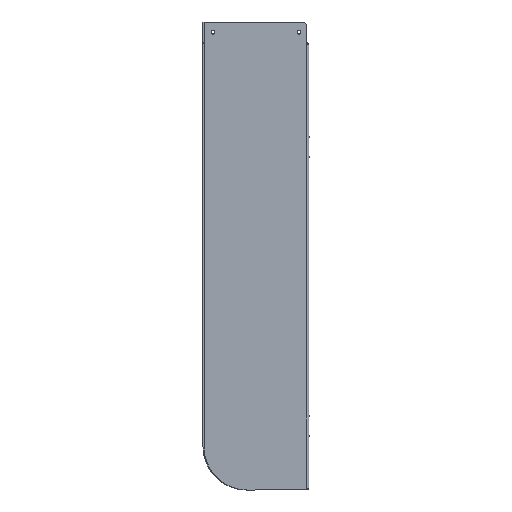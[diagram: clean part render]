
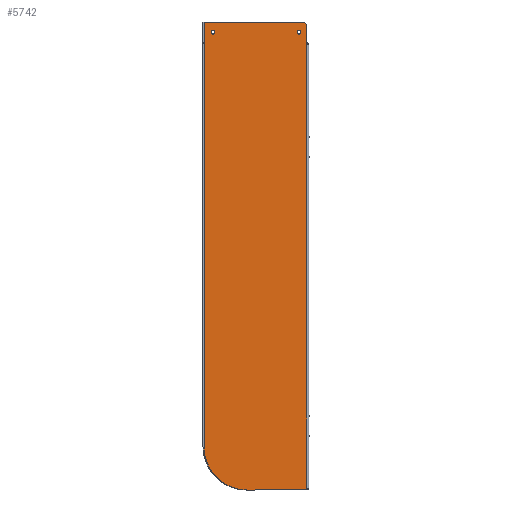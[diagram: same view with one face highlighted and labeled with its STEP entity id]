
A CAD part, left-side view. The second image highlights one B-rep face of the part: STEP entity #5742.
In plain terms, the highlighted planar face has unit normal (-1, 0, 0).
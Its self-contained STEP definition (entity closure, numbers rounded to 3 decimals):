
#14 = VERTEX_POINT ( 'NONE', #3658 ) ;
#450 = LINE ( 'NONE', #4489, #5889 ) ;
#475 = CIRCLE ( 'NONE', #2685, 2.1 ) ;
#520 = CARTESIAN_POINT ( 'NONE',  ( -84.875, 0., -2.2 ) ) ;
#598 = AXIS2_PLACEMENT_3D ( 'NONE', #1274, #3810, #740 ) ;
#622 = DIRECTION ( 'NONE',  ( 0., 1., 0. ) ) ;
#740 = DIRECTION ( 'NONE',  ( 0., 1., 0. ) ) ;
#820 = LINE ( 'NONE', #1472, #4512 ) ;
#874 = VERTEX_POINT ( 'NONE', #1424 ) ;
#902 = CIRCLE ( 'NONE', #5263, 2.1 ) ;
#916 = VERTEX_POINT ( 'NONE', #2054 ) ;
#985 = DIRECTION ( 'NONE',  ( 0., 1., 0. ) ) ;
#1073 = LINE ( 'NONE', #3710, #3877 ) ;
#1104 = EDGE_CURVE ( 'NONE', #5897, #1945, #4725, .T. ) ;
#1175 = DIRECTION ( 'NONE',  ( 0., 1., 0. ) ) ;
#1218 = EDGE_CURVE ( 'NONE', #5882, #5897, #4567, .T. ) ;
#1246 = CARTESIAN_POINT ( 'NONE',  ( -84.875, 9.4, -493.7 ) ) ;
#1254 = EDGE_CURVE ( 'NONE', #4149, #874, #475, .T. ) ;
#1274 = CARTESIAN_POINT ( 'NONE',  ( -84.875, 0., 0. ) ) ;
#1312 = LINE ( 'NONE', #3404, #2496 ) ;
#1424 = CARTESIAN_POINT ( 'NONE',  ( -84.875, 51.146, -14.2 ) ) ;
#1446 = EDGE_CURVE ( 'NONE', #3247, #5666, #5689, .T. ) ;
#1472 = CARTESIAN_POINT ( 'NONE',  ( -84.875, -59.6, -543.7 ) ) ;
#1474 = EDGE_LOOP ( 'NONE', ( #2006, #4530 ) ) ;
#1650 = CIRCLE ( 'NONE', #4356, 2.1 ) ;
#1731 = VERTEX_POINT ( 'NONE', #5164 ) ;
#1755 = DIRECTION ( 'NONE',  ( 1., 0., 0. ) ) ;
#1839 = CARTESIAN_POINT ( 'NONE',  ( -84.875, -59.6, -543.7 ) ) ;
#1945 = VERTEX_POINT ( 'NONE', #1839 ) ;
#2006 = ORIENTED_EDGE ( 'NONE', *, *, #4903, .T. ) ;
#2018 = LINE ( 'NONE', #3837, #3398 ) ;
#2054 = CARTESIAN_POINT ( 'NONE',  ( -84.875, -52.7, -14.2 ) ) ;
#2121 = DIRECTION ( 'NONE',  ( 1., 0., 0. ) ) ;
#2264 = DIRECTION ( 'NONE',  ( 0., 0., -1. ) ) ;
#2329 = CARTESIAN_POINT ( 'NONE',  ( -84.875, 9.4, -543.7 ) ) ;
#2335 = ORIENTED_EDGE ( 'NONE', *, *, #3894, .F. ) ;
#2461 = ORIENTED_EDGE ( 'NONE', *, *, #1446, .T. ) ;
#2472 = FACE_BOUND ( 'NONE', #1474, .T. ) ;
#2475 = CARTESIAN_POINT ( 'NONE',  ( -84.875, 49.046, -14.2 ) ) ;
#2495 = ORIENTED_EDGE ( 'NONE', *, *, #6566, .F. ) ;
#2496 = VECTOR ( 'NONE', #5464, 1000. ) ;
#2505 = CARTESIAN_POINT ( 'NONE',  ( -84.875, 0., -543.7 ) ) ;
#2551 = FACE_BOUND ( 'NONE', #2570, .T. ) ;
#2570 = EDGE_LOOP ( 'NONE', ( #6510, #2724 ) ) ;
#2680 = VERTEX_POINT ( 'NONE', #5651 ) ;
#2685 = AXIS2_PLACEMENT_3D ( 'NONE', #6423, #1755, #5908 ) ;
#2714 = DIRECTION ( 'NONE',  ( -1., 0., 0. ) ) ;
#2724 = ORIENTED_EDGE ( 'NONE', *, *, #2880, .T. ) ;
#2734 = CARTESIAN_POINT ( 'NONE',  ( -84.875, 59.4, -2.2 ) ) ;
#2749 = DIRECTION ( 'NONE',  ( 0., 1., 0. ) ) ;
#2753 = VERTEX_POINT ( 'NONE', #4707 ) ;
#2880 = EDGE_CURVE ( 'NONE', #916, #14, #1650, .T. ) ;
#2890 = AXIS2_PLACEMENT_3D ( 'NONE', #2475, #2121, #622 ) ;
#2899 = ORIENTED_EDGE ( 'NONE', *, *, #4019, .F. ) ;
#3002 = ORIENTED_EDGE ( 'NONE', *, *, #4235, .T. ) ;
#3247 = VERTEX_POINT ( 'NONE', #5595 ) ;
#3366 = DIRECTION ( 'NONE',  ( -1., 0., 0. ) ) ;
#3398 = VECTOR ( 'NONE', #2264, 1000. ) ;
#3404 = CARTESIAN_POINT ( 'NONE',  ( -84.875, 59.4, 0. ) ) ;
#3456 = CARTESIAN_POINT ( 'NONE',  ( -84.875, -50.6, -14.2 ) ) ;
#3473 = DIRECTION ( 'NONE',  ( 0., 0., -1. ) ) ;
#3558 = CARTESIAN_POINT ( 'NONE',  ( -84.875, 46.946, -14.2 ) ) ;
#3658 = CARTESIAN_POINT ( 'NONE',  ( -84.875, -48.5, -14.2 ) ) ;
#3710 = CARTESIAN_POINT ( 'NONE',  ( -84.875, -59.6, -543.7 ) ) ;
#3810 = DIRECTION ( 'NONE',  ( 1., 0., 0. ) ) ;
#3837 = CARTESIAN_POINT ( 'NONE',  ( -84.875, -59.6, -543.7 ) ) ;
#3877 = VECTOR ( 'NONE', #4305, 1000. ) ;
#3894 = EDGE_CURVE ( 'NONE', #1731, #1945, #2018, .T. ) ;
#3900 = VERTEX_POINT ( 'NONE', #2734 ) ;
#3971 = ORIENTED_EDGE ( 'NONE', *, *, #3997, .T. ) ;
#3993 = DIRECTION ( 'NONE',  ( 1., 0., 0. ) ) ;
#3997 = EDGE_CURVE ( 'NONE', #3900, #5882, #1312, .T. ) ;
#4017 = VECTOR ( 'NONE', #5034, 1000. ) ;
#4019 = EDGE_CURVE ( 'NONE', #2753, #1731, #450, .T. ) ;
#4149 = VERTEX_POINT ( 'NONE', #3558 ) ;
#4225 = AXIS2_PLACEMENT_3D ( 'NONE', #1246, #3366, #2749 ) ;
#4235 = EDGE_CURVE ( 'NONE', #5666, #3900, #4289, .T. ) ;
#4279 = CIRCLE ( 'NONE', #2890, 2.1 ) ;
#4289 = LINE ( 'NONE', #520, #6507 ) ;
#4305 = DIRECTION ( 'NONE',  ( 0., 0., -1. ) ) ;
#4356 = AXIS2_PLACEMENT_3D ( 'NONE', #4455, #6418, #5448 ) ;
#4455 = CARTESIAN_POINT ( 'NONE',  ( -84.875, -50.6, -14.2 ) ) ;
#4467 = EDGE_CURVE ( 'NONE', #2680, #2753, #1073, .T. ) ;
#4486 = ORIENTED_EDGE ( 'NONE', *, *, #1218, .T. ) ;
#4489 = CARTESIAN_POINT ( 'NONE',  ( -84.875, -59.6, -543.7 ) ) ;
#4512 = VECTOR ( 'NONE', #3473, 1000. ) ;
#4530 = ORIENTED_EDGE ( 'NONE', *, *, #1254, .T. ) ;
#4567 = CIRCLE ( 'NONE', #4225, 50. ) ;
#4671 = EDGE_CURVE ( 'NONE', #14, #916, #902, .T. ) ;
#4707 = CARTESIAN_POINT ( 'NONE',  ( -84.875, -59.6, -28.2 ) ) ;
#4725 = LINE ( 'NONE', #2505, #4017 ) ;
#4761 = CARTESIAN_POINT ( 'NONE',  ( -84.875, -54.6, -7.2 ) ) ;
#4801 = PLANE ( 'NONE',  #598 ) ;
#4903 = EDGE_CURVE ( 'NONE', #874, #4149, #4279, .T. ) ;
#4969 = CARTESIAN_POINT ( 'NONE',  ( -84.875, 59.4, -493.7 ) ) ;
#5034 = DIRECTION ( 'NONE',  ( 0., -1., 0. ) ) ;
#5164 = CARTESIAN_POINT ( 'NONE',  ( -84.875, -59.6, -541.5 ) ) ;
#5227 = FACE_OUTER_BOUND ( 'NONE', #5879, .T. ) ;
#5263 = AXIS2_PLACEMENT_3D ( 'NONE', #3456, #3993, #5539 ) ;
#5356 = ORIENTED_EDGE ( 'NONE', *, *, #1104, .T. ) ;
#5448 = DIRECTION ( 'NONE',  ( 0., 1., 0. ) ) ;
#5464 = DIRECTION ( 'NONE',  ( 0., 0., -1. ) ) ;
#5509 = DIRECTION ( 'NONE',  ( 0., 0., -1. ) ) ;
#5539 = DIRECTION ( 'NONE',  ( 0., 1., 0. ) ) ;
#5595 = CARTESIAN_POINT ( 'NONE',  ( -84.875, -59.6, -7.2 ) ) ;
#5596 = AXIS2_PLACEMENT_3D ( 'NONE', #4761, #2714, #1175 ) ;
#5651 = CARTESIAN_POINT ( 'NONE',  ( -84.875, -59.6, -27.2 ) ) ;
#5666 = VERTEX_POINT ( 'NONE', #5787 ) ;
#5689 = CIRCLE ( 'NONE', #5596, 5. ) ;
#5742 = ADVANCED_FACE ( 'NONE', ( #2551, #2472, #5227 ), #4801, .F. ) ;
#5787 = CARTESIAN_POINT ( 'NONE',  ( -84.875, -54.6, -2.2 ) ) ;
#5879 = EDGE_LOOP ( 'NONE', ( #2495, #2461, #3002, #3971, #4486, #5356, #2335, #2899, #6168 ) ) ;
#5882 = VERTEX_POINT ( 'NONE', #4969 ) ;
#5889 = VECTOR ( 'NONE', #5509, 1000. ) ;
#5897 = VERTEX_POINT ( 'NONE', #2329 ) ;
#5908 = DIRECTION ( 'NONE',  ( 0., 1., 0. ) ) ;
#6168 = ORIENTED_EDGE ( 'NONE', *, *, #4467, .F. ) ;
#6418 = DIRECTION ( 'NONE',  ( 1., 0., 0. ) ) ;
#6423 = CARTESIAN_POINT ( 'NONE',  ( -84.875, 49.046, -14.2 ) ) ;
#6507 = VECTOR ( 'NONE', #985, 1000. ) ;
#6510 = ORIENTED_EDGE ( 'NONE', *, *, #4671, .T. ) ;
#6566 = EDGE_CURVE ( 'NONE', #3247, #2680, #820, .T. ) ;
